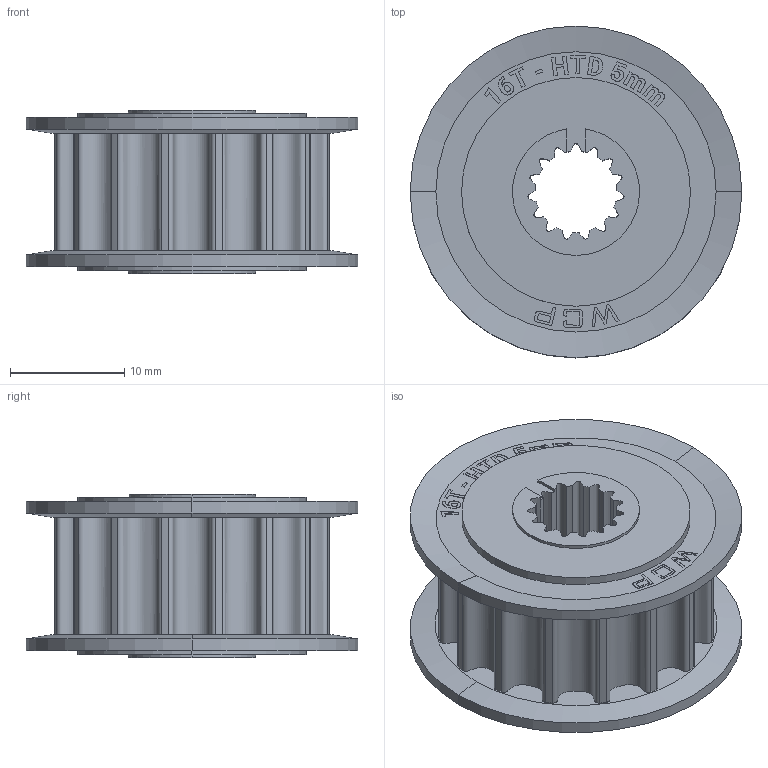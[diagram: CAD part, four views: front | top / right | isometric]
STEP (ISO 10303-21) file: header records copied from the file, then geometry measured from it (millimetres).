
FILE_DESCRIPTION (( 'STEP AP214' ), '1' );
FILE_NAME ('WCP-1802.STEP', '2025-04-08T21:32:31', ( '' ), ( '' ), 'SwSTEP 2.0', 'SolidWorks 2022', '' );
FILE_SCHEMA (( 'AUTOMOTIVE_DESIGN' ));
Length unit declared in the file: inch
Products named in the file (1): WCP-1802
Bounding box: 29 x 29 x 14.29 mm (x, y, z)
Volume: 4988 mm3; surface area: 4217.8 mm2
Topology: 3 solids, 3 shells, 278 faces, 751 edges, 498 vertices
Faces by surface type: plane 144, bspline 78, cylinder 48, cone 8
Entity records: 18379 total; most frequent: CARTESIAN_POINT 11742, ORIENTED_EDGE 1502, DIRECTION 1103, EDGE_CURVE 751, VERTEX_POINT 498, VECTOR 489, LINE 489, AXIS2_PLACEMENT_3D 307
